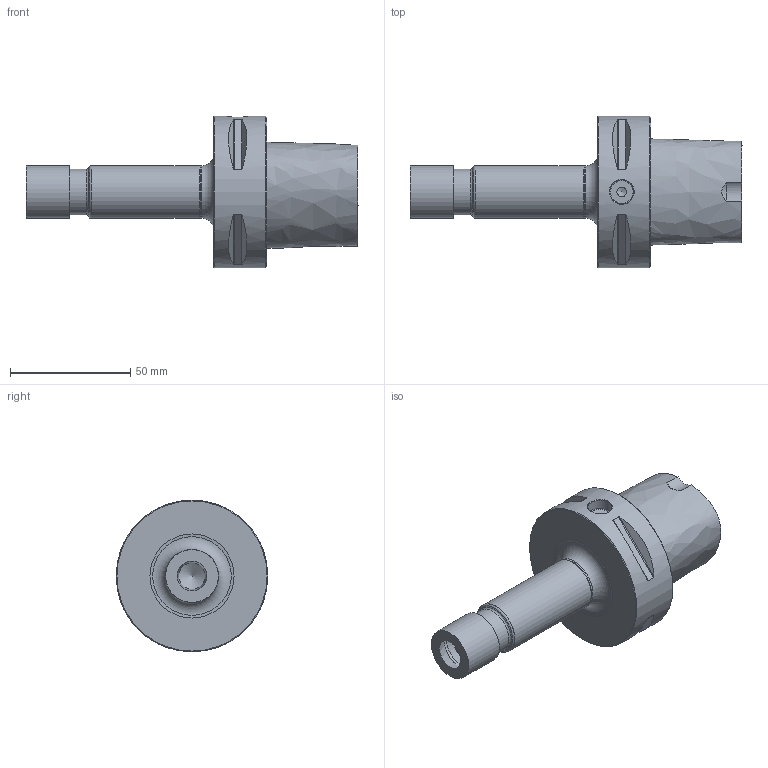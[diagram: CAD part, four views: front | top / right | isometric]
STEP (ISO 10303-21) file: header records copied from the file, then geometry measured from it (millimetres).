
FILE_DESCRIPTION(/* description */ (''),/* implementation_level */ '2;1');
FILE_NAME(/* name */ 'AC6-ER-16-100.stp',/* time_stamp */ '2024-12-13T12:17:04+03:00',/* author */ (''),/* organization */ (''),/* preprocessor_version */ 'ST-DEVELOPER v19.4',/* originating_system */ 'SIEMENS PLM Software NX2306.9102',/* authorisation */ '');
FILE_SCHEMA (('AUTOMOTIVE_DESIGN { 1 0 10303 214 3 1 1 1 }'));
Length unit declared in the file: millimetre
Products named in the file (1): AC6-ER-16-100-Light Step-Dxf_objects
Bounding box: 138 x 63 x 63 mm (x, y, z)
Volume: 144940.6 mm3; surface area: 22876.1 mm2
Topology: 1 solids, 1 shells, 57 faces, 125 edges, 79 vertices
Faces by surface type: plane 20, cylinder 19, cone 12, torus 4, bspline 2
Full cylindrical faces by diameter (mm): 4 x1, 10 x1, 11 x1, 18 x1, 19 x1, 19.7 x1, 21.8 x1, 22 x2, 63 x1
Entity records: 2123 total; most frequent: CARTESIAN_POINT 1016, DIRECTION 218, ORIENTED_EDGE 174, AXIS2_PLACEMENT_3D 97, EDGE_LOOP 94, EDGE_CURVE 87, FACE_BOUND 73, VERTEX_POINT 71
